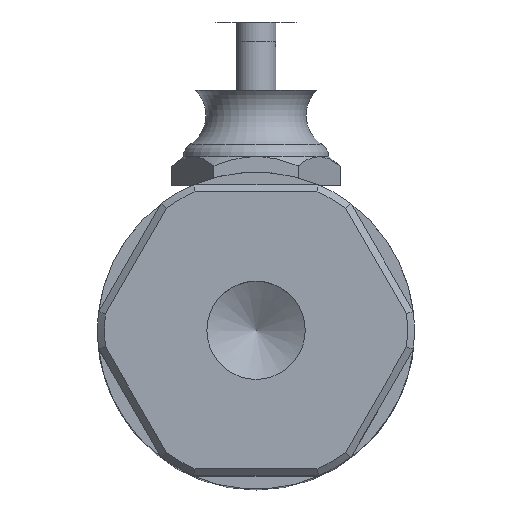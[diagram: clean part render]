
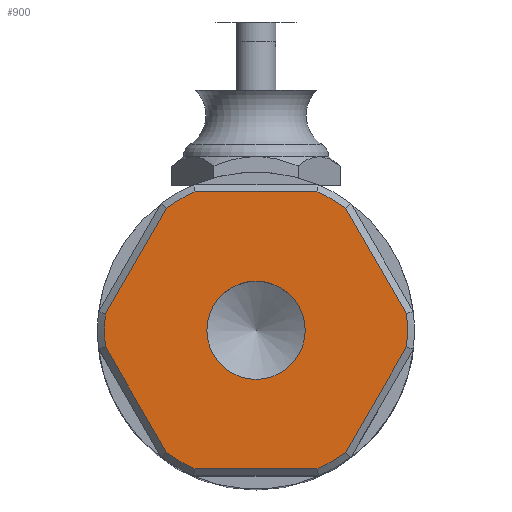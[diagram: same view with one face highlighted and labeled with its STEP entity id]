
A CAD part, top view. The second image highlights one B-rep face of the part: STEP entity #900.
In plain terms, the highlighted planar face has unit normal (0, 0, 1).
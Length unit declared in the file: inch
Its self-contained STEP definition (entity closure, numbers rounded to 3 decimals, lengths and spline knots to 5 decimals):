
#43=FACE_BOUND('',#193,.T.);
#57=CIRCLE('',#994,0.325);
#59=CIRCLE('',#998,0.325);
#62=CIRCLE('',#1003,0.325);
#65=CIRCLE('',#1008,0.325);
#67=CIRCLE('',#1012,0.325);
#69=CIRCLE('',#1016,0.325);
#77=CIRCLE('',#1029,0.1055);
#78=CIRCLE('',#1030,0.1055);
#138=FACE_OUTER_BOUND('',#192,.T.);
#192=EDGE_LOOP('',(#678,#679,#680,#681,#682,#683,#684,#685,#686,#687,#688,
#689));
#193=EDGE_LOOP('',(#690,#691));
#250=LINE('',#1393,#306);
#252=LINE('',#1416,#308);
#254=LINE('',#1436,#310);
#256=LINE('',#1454,#312);
#259=LINE('',#1474,#315);
#261=LINE('',#1492,#317);
#306=VECTOR('',#1110,0.3937);
#308=VECTOR('',#1120,0.3937);
#310=VECTOR('',#1132,0.3937);
#312=VECTOR('',#1142,0.3937);
#315=VECTOR('',#1153,0.3937);
#317=VECTOR('',#1163,0.3937);
#362=VERTEX_POINT('',#1391);
#363=VERTEX_POINT('',#1392);
#366=VERTEX_POINT('',#1406);
#368=VERTEX_POINT('',#1415);
#370=VERTEX_POINT('',#1424);
#373=VERTEX_POINT('',#1435);
#375=VERTEX_POINT('',#1444);
#377=VERTEX_POINT('',#1453);
#380=VERTEX_POINT('',#1464);
#382=VERTEX_POINT('',#1473);
#384=VERTEX_POINT('',#1482);
#386=VERTEX_POINT('',#1491);
#403=VERTEX_POINT('',#1586);
#404=VERTEX_POINT('',#1587);
#452=EDGE_CURVE('',#362,#363,#250,.T.);
#456=EDGE_CURVE('',#363,#366,#57,.T.);
#459=EDGE_CURVE('',#366,#368,#252,.T.);
#462=EDGE_CURVE('',#368,#370,#59,.T.);
#466=EDGE_CURVE('',#370,#373,#254,.T.);
#469=EDGE_CURVE('',#373,#375,#62,.T.);
#472=EDGE_CURVE('',#375,#377,#256,.T.);
#476=EDGE_CURVE('',#377,#380,#65,.T.);
#479=EDGE_CURVE('',#380,#382,#259,.T.);
#482=EDGE_CURVE('',#382,#384,#67,.T.);
#485=EDGE_CURVE('',#384,#386,#261,.T.);
#488=EDGE_CURVE('',#386,#362,#69,.T.);
#515=EDGE_CURVE('',#403,#404,#77,.T.);
#516=EDGE_CURVE('',#404,#403,#78,.T.);
#678=ORIENTED_EDGE('',*,*,#452,.F.);
#679=ORIENTED_EDGE('',*,*,#488,.F.);
#680=ORIENTED_EDGE('',*,*,#485,.F.);
#681=ORIENTED_EDGE('',*,*,#482,.F.);
#682=ORIENTED_EDGE('',*,*,#479,.F.);
#683=ORIENTED_EDGE('',*,*,#476,.F.);
#684=ORIENTED_EDGE('',*,*,#472,.F.);
#685=ORIENTED_EDGE('',*,*,#469,.F.);
#686=ORIENTED_EDGE('',*,*,#466,.F.);
#687=ORIENTED_EDGE('',*,*,#462,.F.);
#688=ORIENTED_EDGE('',*,*,#459,.F.);
#689=ORIENTED_EDGE('',*,*,#456,.F.);
#690=ORIENTED_EDGE('',*,*,#515,.T.);
#691=ORIENTED_EDGE('',*,*,#516,.T.);
#863=PLANE('',#1028);
#900=ADVANCED_FACE('',(#138,#43),#863,.T.);
#994=AXIS2_PLACEMENT_3D('',#1407,#1114,#1115);
#998=AXIS2_PLACEMENT_3D('',#1425,#1124,#1125);
#1003=AXIS2_PLACEMENT_3D('',#1445,#1136,#1137);
#1008=AXIS2_PLACEMENT_3D('',#1465,#1148,#1149);
#1012=AXIS2_PLACEMENT_3D('',#1483,#1158,#1159);
#1016=AXIS2_PLACEMENT_3D('',#1499,#1168,#1169);
#1028=AXIS2_PLACEMENT_3D('',#1585,#1208,#1209);
#1029=AXIS2_PLACEMENT_3D('',#1588,#1210,#1211);
#1030=AXIS2_PLACEMENT_3D('',#1589,#1212,#1213);
#1110=DIRECTION('',(1.,0.,0.));
#1114=DIRECTION('center_axis',(0.,0.,-1.));
#1115=DIRECTION('ref_axis',(1.,0.,0.));
#1120=DIRECTION('',(0.5,-0.866,0.));
#1124=DIRECTION('center_axis',(0.,0.,-1.));
#1125=DIRECTION('ref_axis',(1.,0.,0.));
#1132=DIRECTION('',(-0.5,-0.866,0.));
#1136=DIRECTION('center_axis',(0.,0.,-1.));
#1137=DIRECTION('ref_axis',(1.,0.,0.));
#1142=DIRECTION('',(-1.,0.,0.));
#1148=DIRECTION('center_axis',(0.,0.,-1.));
#1149=DIRECTION('ref_axis',(-1.,0.,0.));
#1153=DIRECTION('',(-0.5,0.866,0.));
#1158=DIRECTION('center_axis',(0.,0.,-1.));
#1159=DIRECTION('ref_axis',(-1.,0.,0.));
#1163=DIRECTION('',(0.5,0.866,0.));
#1168=DIRECTION('center_axis',(0.,0.,-1.));
#1169=DIRECTION('ref_axis',(-1.,0.,0.));
#1208=DIRECTION('center_axis',(0.,0.,1.));
#1209=DIRECTION('ref_axis',(1.,0.,0.));
#1210=DIRECTION('center_axis',(0.,0.,-1.));
#1211=DIRECTION('ref_axis',(1.,0.,0.));
#1212=DIRECTION('center_axis',(0.,0.,-1.));
#1213=DIRECTION('ref_axis',(1.,0.,0.));
#1391=CARTESIAN_POINT('',(-0.13076,0.2975,1.575));
#1392=CARTESIAN_POINT('',(0.13092,0.2975,1.575));
#1393=CARTESIAN_POINT('',(0.09021,0.2975,1.575));
#1406=CARTESIAN_POINT('',(0.19217,0.26216,1.575));
#1407=CARTESIAN_POINT('Origin',(0.00008,0.,
1.575));
#1415=CARTESIAN_POINT('',(0.32316,0.03527,1.575));
#1416=CARTESIAN_POINT('',(0.30275,0.07063,1.575));
#1424=CARTESIAN_POINT('',(0.32316,-0.03527,1.575));
#1425=CARTESIAN_POINT('Origin',(0.00008,0.,
1.575));
#1435=CARTESIAN_POINT('',(0.19217,-0.26216,1.575));
#1436=CARTESIAN_POINT('',(0.21254,-0.22688,1.575));
#1444=CARTESIAN_POINT('',(0.13092,-0.2975,1.575));
#1445=CARTESIAN_POINT('Origin',(0.00008,0.,
1.575));
#1453=CARTESIAN_POINT('',(-0.13076,-0.2975,1.575));
#1454=CARTESIAN_POINT('',(-0.09021,-0.2975,1.575));
#1464=CARTESIAN_POINT('',(-0.19228,-0.26196,1.575));
#1465=CARTESIAN_POINT('Origin',(0.00008,0.,
1.575));
#1473=CARTESIAN_POINT('',(-0.32297,-0.03561,1.575));
#1474=CARTESIAN_POINT('',(-0.30275,-0.07063,1.575));
#1482=CARTESIAN_POINT('',(-0.32297,0.03561,1.575));
#1483=CARTESIAN_POINT('Origin',(0.00008,0.,
1.575));
#1491=CARTESIAN_POINT('',(-0.19228,0.26196,1.575));
#1492=CARTESIAN_POINT('',(-0.21254,0.22688,1.575));
#1499=CARTESIAN_POINT('Origin',(0.00008,0.,
1.575));
#1585=CARTESIAN_POINT('Origin',(0.,0.,
1.575));
#1586=CARTESIAN_POINT('',(0.1055,0.,1.575));
#1587=CARTESIAN_POINT('',(-0.1055,0.,1.575));
#1588=CARTESIAN_POINT('Origin',(0.,0.,1.575));
#1589=CARTESIAN_POINT('Origin',(0.,0.,1.575));
